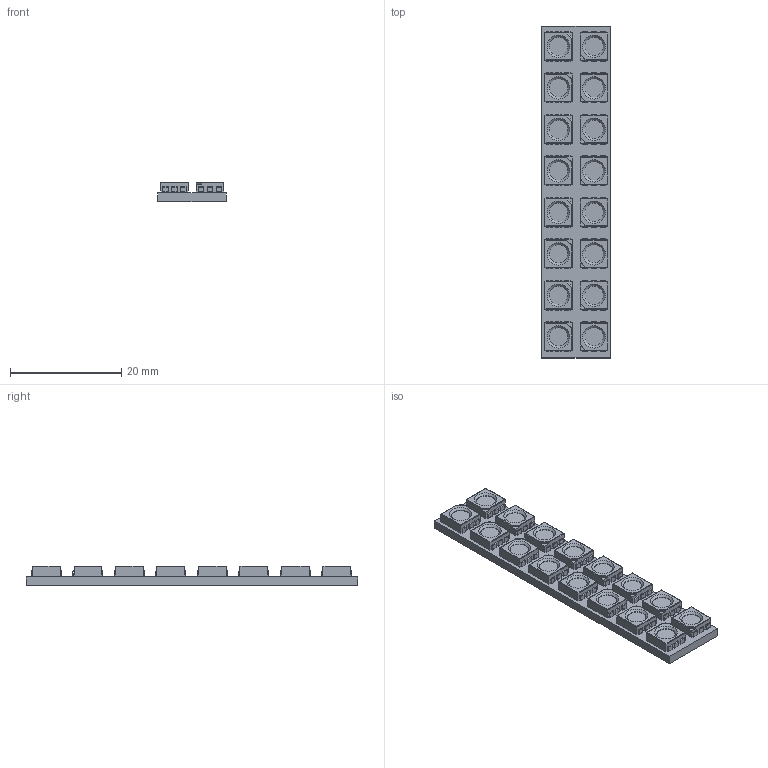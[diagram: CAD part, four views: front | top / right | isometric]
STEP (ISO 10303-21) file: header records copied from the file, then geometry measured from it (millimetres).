
FILE_DESCRIPTION(('KiCad electronic assembly'),'2;1');
FILE_NAME('daftPunk.step','2020-08-07T09:47:24',('An Author'),( 'A Company'),'Open CASCADE STEP processor 6.9', 'KiCad to STEP converter','Unknown');
FILE_SCHEMA(('AUTOMOTIVE_DESIGN { 1 0 10303 214 1 1 1 1 }'));
Length unit declared in the file: millimetre
Products named in the file (4): Open CASCADE STEP translator 6.9 1; LED_WS2812_PLCC6_5.0x5.0mm_P1.6mm; SOLID
Assembly tree (18 placements, depth 3):
  Open CASCADE STEP translator 6.9 1
    LED_WS2812_PLCC6_5.0x5.0mm_P1.6mm  x16
      SOLID
    SOLID
Bounding box: 12.28 x 59.67 x 3.5 mm (x, y, z)
Volume: 1816 mm3; surface area: 3342.7 mm2
Topology: 17 solids, 17 shells, 1510 faces, 4572 edges, 3016 vertices
Faces by surface type: plane 1014, cylinder 480, cone 16
Full cylindrical faces by diameter (mm): 3.333 x16
Entity records: 8372 total; most frequent: CARTESIAN_POINT 1596, DIRECTION 1150, LINE 775, VECTOR 775, ORIENTED_EDGE 594, PCURVE 594, DEFINITIONAL_REPRESENTATION 594, EDGE_CURVE 297
